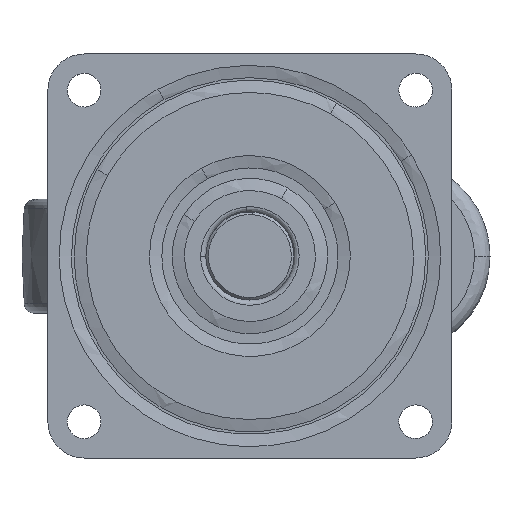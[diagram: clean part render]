
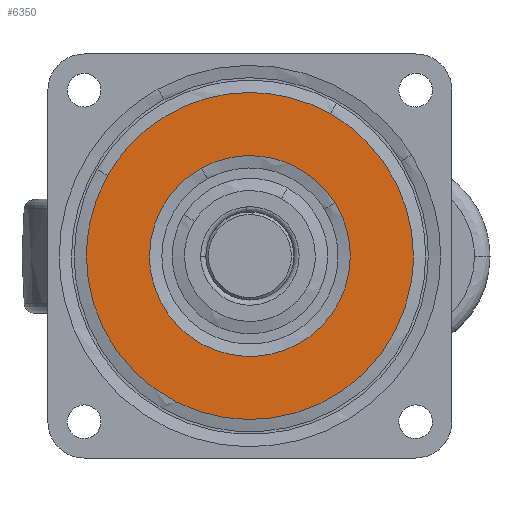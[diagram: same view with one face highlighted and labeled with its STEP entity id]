
A CAD part, top view. The second image highlights one B-rep face of the part: STEP entity #6350.
In plain terms, the highlighted free-form (B-spline) face has degree [1, 1] with [2, 2] control points.
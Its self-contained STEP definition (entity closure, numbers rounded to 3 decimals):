
#4401=CARTESIAN_POINT('',(-9.334,16.978,0.));
#4402=VERTEX_POINT('',#4401);
#4416=CARTESIAN_POINT('',(-19.375,0.0,0.0));
#4417=VERTEX_POINT('',#4416);
#4418=CARTESIAN_POINT('',(-19.375,0.0,0.0));
#4419=CARTESIAN_POINT('',(-19.375,11.458,0.0));
#4420=CARTESIAN_POINT('',(-9.334,16.978,0.));
#4428=(BOUNDED_CURVE()B_SPLINE_CURVE(2,(#4418,#4419,#4420),.UNSPECIFIED.,.F.,.U.)B_SPLINE_CURVE_WITH_KNOTS((3,3),(0.0,0.168),.UNSPECIFIED.)CURVE()GEOMETRIC_REPRESENTATION_ITEM()RATIONAL_B_SPLINE_CURVE((1.0,0.803,0.871))REPRESENTATION_ITEM(''));
#4429=EDGE_CURVE('',#4417,#4402,#4428,.T.);
#4431=CARTESIAN_POINT('',(19.375,0.0,0.0));
#4432=VERTEX_POINT('',#4431);
#4433=CARTESIAN_POINT('',(19.375,0.0,0.0));
#4434=CARTESIAN_POINT('',(19.375,-19.375,0.0));
#4435=CARTESIAN_POINT('',(0.0,-19.375,0.0));
#4436=CARTESIAN_POINT('',(-19.375,-19.375,0.0));
#4437=CARTESIAN_POINT('',(-19.375,0.0,0.0));
#4445=(BOUNDED_CURVE()B_SPLINE_CURVE(2,(#4433,#4434,#4435,#4436,#4437),.UNSPECIFIED.,.F.,.U.)B_SPLINE_CURVE_WITH_KNOTS((3,2,3),(0.5,0.75,1.0),.UNSPECIFIED.)CURVE()GEOMETRIC_REPRESENTATION_ITEM()RATIONAL_B_SPLINE_CURVE((1.0,0.707,1.0,0.707,1.0))REPRESENTATION_ITEM(''));
#4446=EDGE_CURVE('',#4432,#4417,#4445,.T.);
#4448=CARTESIAN_POINT('',(16.417,10.29,0.));
#4449=VERTEX_POINT('',#4448);
#4450=CARTESIAN_POINT('',(16.417,10.29,0.));
#4451=CARTESIAN_POINT('',(19.375,5.57,0.0));
#4452=CARTESIAN_POINT('',(19.375,0.0,0.0));
#4460=(BOUNDED_CURVE()B_SPLINE_CURVE(2,(#4450,#4451,#4452),.UNSPECIFIED.,.F.,.U.)B_SPLINE_CURVE_WITH_KNOTS((3,3),(0.409,0.5),.UNSPECIFIED.)CURVE()GEOMETRIC_REPRESENTATION_ITEM()RATIONAL_B_SPLINE_CURVE((0.864,0.894,1.0))REPRESENTATION_ITEM(''));
#4461=EDGE_CURVE('',#4449,#4432,#4460,.T.);
#4512=CARTESIAN_POINT('',(-9.334,16.978,0.));
#4513=CARTESIAN_POINT('',(-4.975,19.375,0.0));
#4514=CARTESIAN_POINT('',(0.0,19.375,0.0));
#4515=CARTESIAN_POINT('',(10.722,19.375,0.0));
#4516=CARTESIAN_POINT('',(16.417,10.29,0.));
#4524=(BOUNDED_CURVE()B_SPLINE_CURVE(2,(#4512,#4513,#4514,#4515,#4516),.UNSPECIFIED.,.F.,.U.)B_SPLINE_CURVE_WITH_KNOTS((3,2,3),(0.168,0.25,0.409),.UNSPECIFIED.)CURVE()GEOMETRIC_REPRESENTATION_ITEM()RATIONAL_B_SPLINE_CURVE((0.871,0.904,1.0,0.814,0.864))REPRESENTATION_ITEM(''));
#4525=EDGE_CURVE('',#4402,#4449,#4524,.T.);
#5251=CARTESIAN_POINT('',(15.549,27.461,0.));
#5252=VERTEX_POINT('',#5251);
#5266=CARTESIAN_POINT('',(31.558,0.0,0.0));
#5267=VERTEX_POINT('',#5266);
#5268=CARTESIAN_POINT('',(31.558,0.0,0.0));
#5269=CARTESIAN_POINT('',(31.558,18.397,0.0));
#5270=CARTESIAN_POINT('',(15.549,27.461,0.));
#5278=(BOUNDED_CURVE()B_SPLINE_CURVE(2,(#5268,#5269,#5270),.UNSPECIFIED.,.F.,.U.)B_SPLINE_CURVE_WITH_KNOTS((3,3),(0.5,0.666),.UNSPECIFIED.)CURVE()GEOMETRIC_REPRESENTATION_ITEM()RATIONAL_B_SPLINE_CURVE((1.0,0.805,0.869))REPRESENTATION_ITEM(''));
#5279=EDGE_CURVE('',#5267,#5252,#5278,.T.);
#5281=CARTESIAN_POINT('',(-31.558,0.0,0.0));
#5282=VERTEX_POINT('',#5281);
#5283=CARTESIAN_POINT('',(-31.558,0.0,0.0));
#5284=CARTESIAN_POINT('',(-31.558,-31.558,0.0));
#5285=CARTESIAN_POINT('',(0.0,-31.558,0.0));
#5286=CARTESIAN_POINT('',(31.558,-31.558,0.0));
#5287=CARTESIAN_POINT('',(31.558,0.0,0.0));
#5295=(BOUNDED_CURVE()B_SPLINE_CURVE(2,(#5283,#5284,#5285,#5286,#5287),.UNSPECIFIED.,.F.,.U.)B_SPLINE_CURVE_WITH_KNOTS((3,2,3),(0.0,0.25,0.5),.UNSPECIFIED.)CURVE()GEOMETRIC_REPRESENTATION_ITEM()RATIONAL_B_SPLINE_CURVE((1.0,0.707,1.0,0.707,1.0))REPRESENTATION_ITEM(''));
#5296=EDGE_CURVE('',#5282,#5267,#5295,.T.);
#5298=CARTESIAN_POINT('',(-27.461,15.549,0.));
#5299=VERTEX_POINT('',#5298);
#5300=CARTESIAN_POINT('',(-27.461,15.549,0.));
#5301=CARTESIAN_POINT('',(-31.558,8.314,0.0));
#5302=CARTESIAN_POINT('',(-31.558,0.0,0.0));
#5310=(BOUNDED_CURVE()B_SPLINE_CURVE(2,(#5300,#5301,#5302),.UNSPECIFIED.,.F.,.U.)B_SPLINE_CURVE_WITH_KNOTS((3,3),(0.916,1.0),.UNSPECIFIED.)CURVE()GEOMETRIC_REPRESENTATION_ITEM()RATIONAL_B_SPLINE_CURVE((0.869,0.902,1.0))REPRESENTATION_ITEM(''));
#5311=EDGE_CURVE('',#5299,#5282,#5310,.T.);
#5362=CARTESIAN_POINT('',(15.549,27.461,0.));
#5363=CARTESIAN_POINT('',(8.314,31.558,0.0));
#5364=CARTESIAN_POINT('',(0.0,31.558,0.0));
#5365=CARTESIAN_POINT('',(-18.397,31.558,0.0));
#5366=CARTESIAN_POINT('',(-27.461,15.549,0.));
#5374=(BOUNDED_CURVE()B_SPLINE_CURVE(2,(#5362,#5363,#5364,#5365,#5366),.UNSPECIFIED.,.F.,.U.)B_SPLINE_CURVE_WITH_KNOTS((3,2,3),(0.666,0.75,0.916),.UNSPECIFIED.)CURVE()GEOMETRIC_REPRESENTATION_ITEM()RATIONAL_B_SPLINE_CURVE((0.869,0.902,1.0,0.805,0.869))REPRESENTATION_ITEM(''));
#5375=EDGE_CURVE('',#5252,#5299,#5374,.T.);
#6333=CARTESIAN_POINT('',(-34.711,34.709,0.0));
#6334=CARTESIAN_POINT('',(34.711,34.709,0.0));
#6335=CARTESIAN_POINT('',(-34.711,-34.711,0.0));
#6336=CARTESIAN_POINT('',(34.711,-34.711,0.0));
#6337=B_SPLINE_SURFACE_WITH_KNOTS('',1,1,((#6333,#6335),(#6334,#6336)),.UNSPECIFIED.,.F.,.F.,.U.,(2,2),(2,2),(0.0,69.421),(0.0,69.42),.UNSPECIFIED.);
#6338=ORIENTED_EDGE('',*,*,#5296,.T.);
#6339=ORIENTED_EDGE('',*,*,#5279,.T.);
#6340=ORIENTED_EDGE('',*,*,#5375,.T.);
#6341=ORIENTED_EDGE('',*,*,#5311,.T.);
#6342=EDGE_LOOP('',(#6338,#6339,#6340,#6341));
#6343=FACE_OUTER_BOUND('',#6342,.T.);
#6344=ORIENTED_EDGE('',*,*,#4446,.T.);
#6345=ORIENTED_EDGE('',*,*,#4429,.T.);
#6346=ORIENTED_EDGE('',*,*,#4525,.T.);
#6347=ORIENTED_EDGE('',*,*,#4461,.T.);
#6348=EDGE_LOOP('',(#6344,#6345,#6346,#6347));
#6349=FACE_BOUND('',#6348,.T.);
#6350=ADVANCED_FACE('',(#6343,#6349),#6337,.F.);
